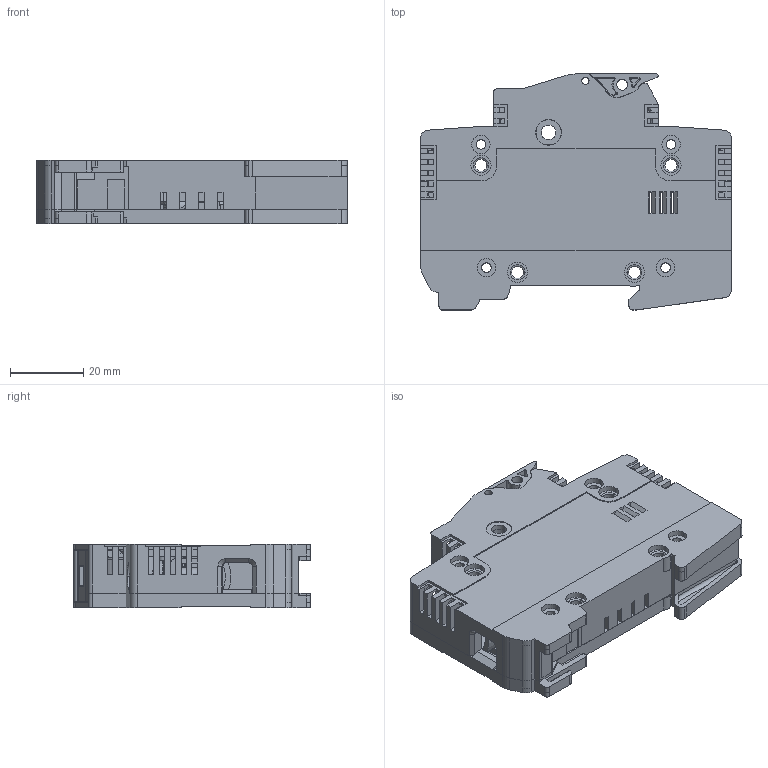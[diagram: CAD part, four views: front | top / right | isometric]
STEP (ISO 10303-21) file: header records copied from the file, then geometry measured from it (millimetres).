
FILE_DESCRIPTION(('CATIA V5 STEP Exchange'),'2;1');
FILE_NAME('04373906-3910 ASS PORTAFUSIBILE 1P 20-32A CON LED.stp','2022-05-02T14:01:49+00:00',('none'),('none'),'CATIA Version 5 Release 20 SP 6 (IN-10)','CATIA V5 STEP AP214','none');
FILE_SCHEMA(('AUTOMOTIVE_DESIGN { 1 0 10303 214 1 1 1 1 }'));
Products named in the file (10): 04373906-3910_000_A1_ASS PORTAFUSIBILE 1P 20-32A CON LED_2PD; 04234271-4275_000_B1_INVOLUCRO 1P_2PA; 04234276-4280_000_B1_COPERCHIO 1P_2PA; 04372596-2599_000_B1_ASSIEME PINZA SUP - MORSETTO 1P_2PD; 04023136-3140_000_B0_STAFFA MORSETTO 25MMQ 1P_2PA; 04023116-3120_000_B0_VITE M5 1P_2PA; 04372901-2905_000_B1_ASSIEME PINZA INF - MORSETTO 1P_2PD; 04234258-----_000_C0_MANOPOLA 32A CON FINESTRA_2PA; 04234256-----_000_C0_MANOPOLA 20A CON FINESTRA_2PA; 04234407-----_000_A1_VETRINO_2PA
Assembly tree (11 placements, depth 3):
  04373906-3910_000_A1_ASS PORTAFUSIBILE 1P 20-32A CON LED_2PD
    04234271-4275_000_B1_INVOLUCRO 1P_2PA
    04234276-4280_000_B1_COPERCHIO 1P_2PA
    04372596-2599_000_B1_ASSIEME PINZA SUP - MORSETTO 1P_2PD
      04023136-3140_000_B0_STAFFA MORSETTO 25MMQ 1P_2PA
      04023116-3120_000_B0_VITE M5 1P_2PA
    04372901-2905_000_B1_ASSIEME PINZA INF - MORSETTO 1P_2PD
      04023116-3120_000_B0_VITE M5 1P_2PA
      04023136-3140_000_B0_STAFFA MORSETTO 25MMQ 1P_2PA
    04234258-----_000_C0_MANOPOLA 32A CON FINESTRA_2PA
    04234256-----_000_C0_MANOPOLA 20A CON FINESTRA_2PA
    04234407-----_000_A1_VETRINO_2PA
Bounding box: 85 x 64.6 x 17.4 mm (x, y, z)
Volume: 36583.5 mm3; surface area: 53176.3 mm2
Topology: 9 solids, 9 shells, 2789 faces, 7925 edges, 5063 vertices
Faces by surface type: plane 1603, cylinder 872, torus 121, cone 104, sphere 86, extrusion 2, bspline 1
Entity records: 84230 total; most frequent: CARTESIAN_POINT 17577, ORIENTED_EDGE 15170, DIRECTION 11147, EDGE_CURVE 7585, VECTOR 5270, LINE 5268, VERTEX_POINT 4896, AXIS2_PLACEMENT_3D 3828
